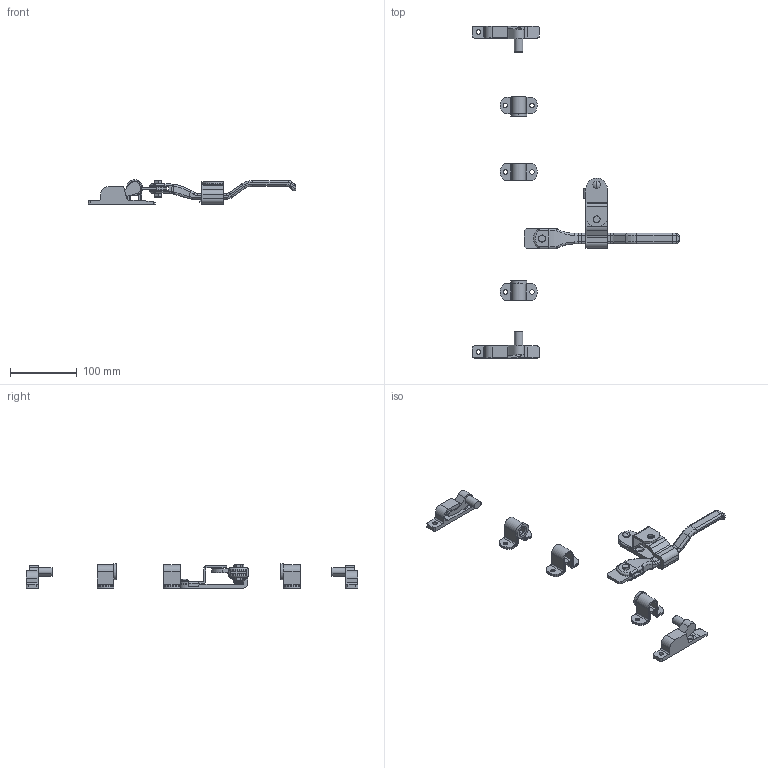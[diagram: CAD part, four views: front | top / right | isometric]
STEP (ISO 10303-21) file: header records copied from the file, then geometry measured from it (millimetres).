
FILE_DESCRIPTION (( 'STEP AP203' ), '1' );
FILE_NAME ('sone3D.STEP', '2014-07-30T07:19:47', ( '' ), ( '' ), 'SwSTEP 2.0', 'SolidWorks 2012', '' );
FILE_SCHEMA (( 'CONFIG_CONTROL_DESIGN' ));
Length unit declared in the file: millimetre
Products named in the file (19): FA-1811N_掛け金_; sone3D; Part65^FA-1811N僷僀僾僈僀僪assy_; 六角Uナット M6; FA-1811N僷僀僾僈僀僪傋乕僗_; 榋妏无倌M6_M6亊20; FA-1811Nハンドル_; FA-1811Nベース_; FA-1811N僷僀僾僗僥乕_; FA-1811N僷僀僾僈僀僪_; FA-1811N僴儞僪儖assy_; FA-1811N丸リベット_; FA-1811N僉乕僷乕__僉乕僷乕R; FA-1811N僴儞僪儖庴偗assy_; FA-1811N僷僀僾僈僀僪assy_; FA-1811N僉乕僷乕__僉乕僷乕L; FA-1811N_リング; FA-1811N僼僢僋__僼僢僋L; FA-1811N僼僢僋__僼僢僋R
Assembly tree (20 placements, depth 3):
  sone3D
    FA-1811N僴儞僪儖assy_
      FA-1811N僷僀僾僗僥乕_
      FA-1811Nハンドル_
      榋妏无倌M6_M6亊20
      六角Uナット M6
    FA-1811N僷僀僾僈僀僪assy_  x3
      FA-1811N僷僀僾僈僀僪_
      FA-1811N僷僀僾僈僀僪傋乕僗_
    FA-1811N僴儞僪儖庴偗assy_
      FA-1811Nベース_
      FA-1811N_掛け金_
      FA-1811N丸リベット_
    FA-1811N_リング  x2
    FA-1811N僉乕僷乕__僉乕僷乕L
    FA-1811N僉乕僷乕__僉乕僷乕R
    FA-1811N僼僢僋__僼僢僋R
    FA-1811N僼僢僋__僼僢僋L
  Part65^FA-1811N僷僀僾僈僀僪assy_
Bounding box: 312 x 498 x 36.5 mm (x, y, z)
Volume: 161816.4 mm3; surface area: 91506.8 mm2
Topology: 19 solids, 19 shells, 501 faces, 1267 edges, 807 vertices
Faces by surface type: cylinder 240, plane 178, cone 33, torus 30, bspline 18, sphere 2
Entity records: 14469 total; most frequent: CARTESIAN_POINT 2701, DIRECTION 2165, ORIENTED_EDGE 1970, EDGE_CURVE 985, AXIS2_PLACEMENT_3D 839, VERTEX_POINT 619, LINE 487, VECTOR 487
